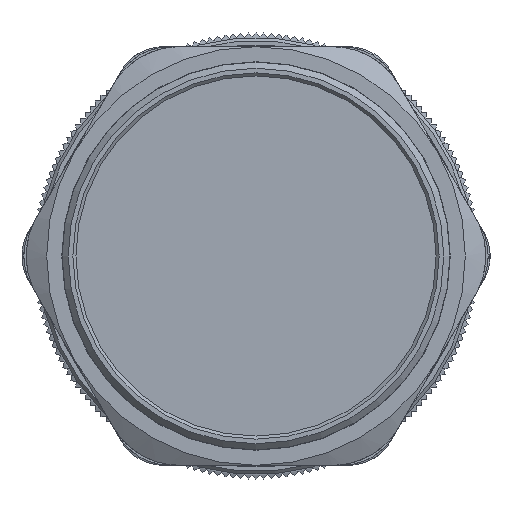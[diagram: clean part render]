
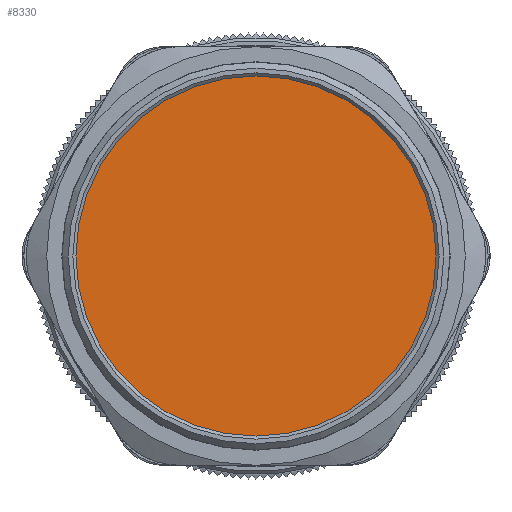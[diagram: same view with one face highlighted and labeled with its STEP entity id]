
A CAD part, front view. The second image highlights one B-rep face of the part: STEP entity #8330.
In plain terms, the highlighted planar face has unit normal (0, -1, 0).
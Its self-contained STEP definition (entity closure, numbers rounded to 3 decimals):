
#913=FACE_OUTER_BOUND('',#1365,.T.);
#1365=EDGE_LOOP('',(#4897));
#2668=CIRCLE('',#8812,29.25);
#2731=VERTEX_POINT('',#10765);
#3594=EDGE_CURVE('',#2731,#2731,#2668,.T.);
#4897=ORIENTED_EDGE('',*,*,#3594,.F.);
#7491=PLANE('',#8811);
#8330=ADVANCED_FACE('',(#913),#7491,.F.);
#8811=AXIS2_PLACEMENT_3D('',#10764,#9331,#9332);
#8812=AXIS2_PLACEMENT_3D('',#10766,#9333,#9334);
#9331=DIRECTION('center_axis',(0.,1.,0.));
#9332=DIRECTION('ref_axis',(0.,0.,1.));
#9333=DIRECTION('center_axis',(0.,1.,0.));
#9334=DIRECTION('ref_axis',(1.,0.,0.));
#10764=CARTESIAN_POINT('Origin',(-2.594,-17.913,0.));
#10765=CARTESIAN_POINT('',(-31.844,-17.913,0.));
#10766=CARTESIAN_POINT('Origin',(-2.594,-17.913,0.));
